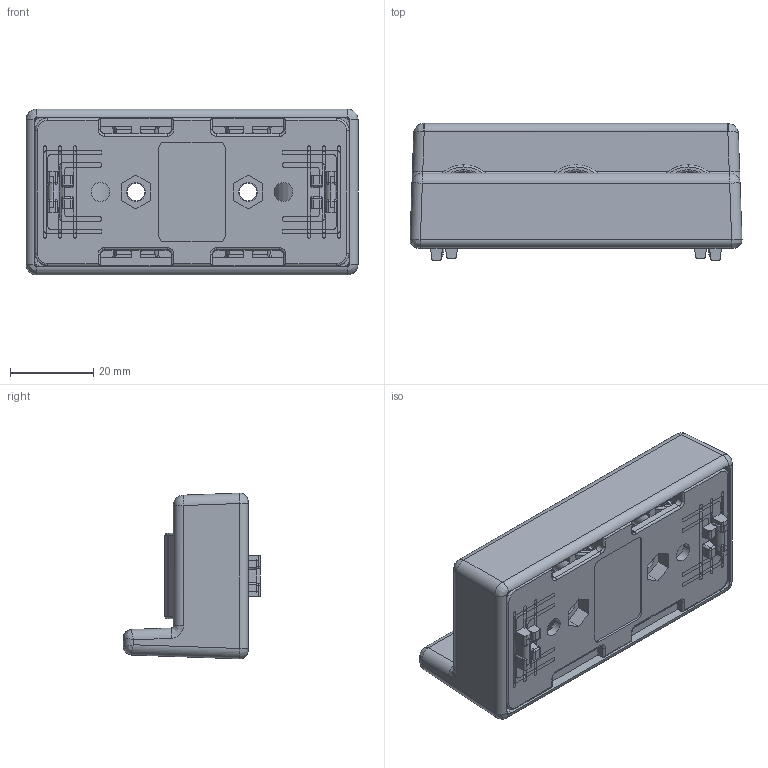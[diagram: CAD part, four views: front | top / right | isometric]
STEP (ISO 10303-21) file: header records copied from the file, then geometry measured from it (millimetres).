
FILE_DESCRIPTION (( 'STEP AP214' ), '1' );
FILE_NAME ('B291 Ðîëèêîâàÿ äîðîæêà D16 ñ áîêîâûì óïîðîì.STEP', '2023-11-01T08:42:14', ( '' ), ( '' ), 'SwSTEP 2.0', 'SolidWorks 2022', '' );
FILE_SCHEMA (( 'AUTOMOTIVE_DESIGN' ));
Length unit declared in the file: millimetre
Products named in the file (1): B291 Роликовая дорожка D16 с боковым упором
Bounding box: 79.86 x 33 x 39.86 mm (x, y, z)
Volume: 52937.5 mm3; surface area: 49452.9 mm2
Topology: 6 solids, 6 shells, 1338 faces, 3515 edges, 2174 vertices
Faces by surface type: plane 577, cylinder 491, bspline 130, torus 74, sphere 46, cone 20
Entity records: 66897 total; most frequent: CARTESIAN_POINT 20849, ORIENTED_EDGE 7030, DIRECTION 5879, EDGE_CURVE 3515, VERTEX_POINT 2174, AXIS2_PLACEMENT_3D 2029, VECTOR 1821, LINE 1821
